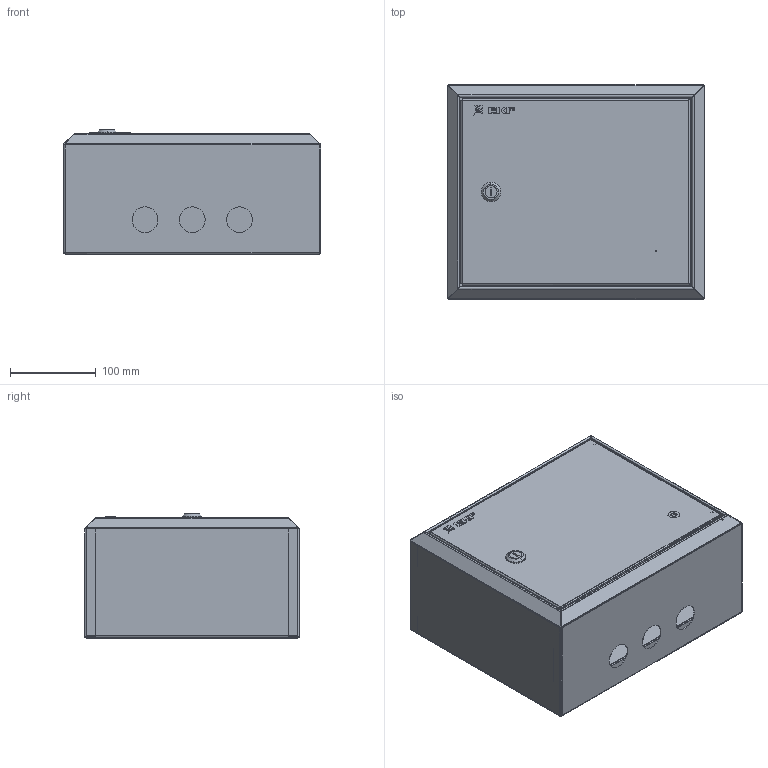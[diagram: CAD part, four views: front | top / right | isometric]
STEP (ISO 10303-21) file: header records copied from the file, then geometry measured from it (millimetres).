
FILE_DESCRIPTION (( 'STEP AP214' ), '1' );
FILE_NAME ('ﾙﾌﾏ-25.30.14 (ﾙﾌﾏ-02) IP31 EKF ﾌﾈ-639.STEP', '2017-08-30T06:19:33', ( 'Admin' ), ( '' ), 'SwSTEP 2.0', 'SolidWorks 2017', '' );
FILE_SCHEMA (( 'AUTOMOTIVE_DESIGN' ));
Length unit declared in the file: millimetre
Products named in the file (25): ßçû÷îê 2; ﾙﾌﾏ-25.30.14 (ﾙﾌﾏ-02) IP31 EKF ﾌﾈ-639; Âíóòðåííåå òåëî çàìêà; Ãàéêà; Ïðîêëàäêà ìåòàëëè÷åñêàÿ 2; pan head cross recess screw_din_ISO 7045 - M4 x 6 - Z --- 6N; Ïðîêëàäêà; Washer 6402_3_gost_丐ｩ｡ 2 6 ヮ葬 6402-70; Ïðîêëàäêà ìåòàëëè÷åñêàÿ; Òåëî çàìêà; Çàêëåïêà öèëèíäðè÷åñêàÿ Ì4 ÑÒ-Á ñ âíóòðåííåé ðåçüáîé_Œ8; ﾌﾈ-639.02.00.001 ﾄ粢; ÌÈ-639.01.00.000 Êîðïóñ â ñáîðå; ÌÈ-639.01.02.000 Ñòåíêà çàäíÿÿ â ñáîðå; ÌÈ-451.00.00.001 Ïàíåëü ìîíòàæíàÿ; Øïèëüêà îáìåäíåííàÿ Ì6õ20; pan head cross recess screw_din_ISO 7045 - M4 x 16 - Z --- 16N; ÌÈ-639.01.02.001 Ñòåíêà çàäíÿÿ; hex flange nut_din_Hexagon Flange Nut DIN 6923 - M6 - N; ÌÈ-639.01.01.000 Ñòåíêà ïðàâàÿ â ñáîðå; ÌÈ-639.02.00.000 Äâåðü â ñáîðå; Øïèëüêà Ì6õ12; 呧蜦 3D; ÌÈ-639.01.01.001 Ñòåíêà ïðàâàÿ; Çàìîê ïî÷òîâûé
Assembly tree (31 placements, depth 4):
  ﾙﾌﾏ-25.30.14 (ﾙﾌﾏ-02) IP31 EKF ﾌﾈ-639
    ÌÈ-639.01.00.000 Êîðïóñ â ñáîðå
      ÌÈ-639.01.01.000 Ñòåíêà ïðàâàÿ â ñáîðå
        ÌÈ-639.01.01.001 Ñòåíêà ïðàâàÿ
        Øïèëüêà Ì6õ12
      ÌÈ-639.01.02.000 Ñòåíêà çàäíÿÿ â ñáîðå
        ÌÈ-639.01.02.001 Ñòåíêà çàäíÿÿ
        Øïèëüêà îáìåäíåííàÿ Ì6õ20  x2
    ÌÈ-639.02.00.000 Äâåðü â ñáîðå
      ﾌﾈ-639.02.00.001 ﾄ粢
      Øïèëüêà Ì6õ12
      Çàêëåïêà öèëèíäðè÷åñêàÿ Ì4 ÑÒ-Á ñ âíóòðåííåé ðåçüáîé_Œ8  x2
      Çàìîê ïî÷òîâûé
        Òåëî çàìêà
        Ïðîêëàäêà ìåòàëëè÷åñêàÿ
        Washer 6402_3_gost_丐ｩ｡ 2 6 ヮ葬 6402-70
        Ïðîêëàäêà
        pan head cross recess screw_din_ISO 7045 - M4 x 6 - Z --- 6N
        Ïðîêëàäêà ìåòàëëè÷åñêàÿ 2
        Ãàéêà
        Âíóòðåííåå òåëî çàìêà
        ßçû÷îê 2
      呧蜦 3D
    hex flange nut_din_Hexagon Flange Nut DIN 6923 - M6 - N  x4
    pan head cross recess screw_din_ISO 7045 - M4 x 16 - Z --- 16N  x2
    ÌÈ-451.00.00.001 Ïàíåëü ìîíòàæíàÿ
Bounding box: 300 x 250 x 144.58 mm (x, y, z)
Volume: 278091.9 mm3; surface area: 778813.3 mm2
Topology: 33 solids, 33 shells, 1050 faces, 2497 edges, 1537 vertices
Faces by surface type: plane 555, cylinder 205, bspline 168, cone 88, torus 28, sphere 6
Entity records: 26680 total; most frequent: CARTESIAN_POINT 8356, ORIENTED_EDGE 3486, DIRECTION 3269, EDGE_CURVE 1743, LINE 1091, VECTOR 1091, AXIS2_PLACEMENT_3D 1089, VERTEX_POINT 1068
